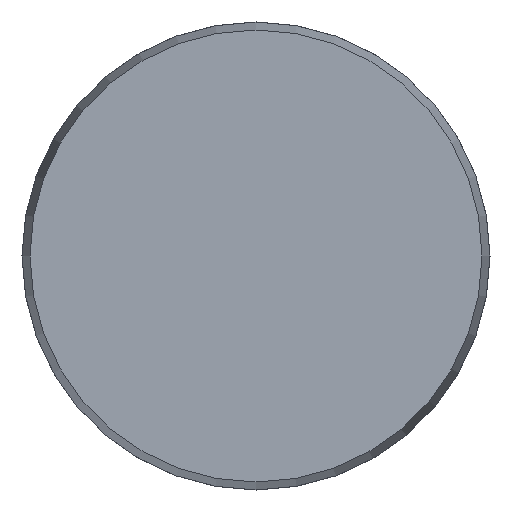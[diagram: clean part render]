
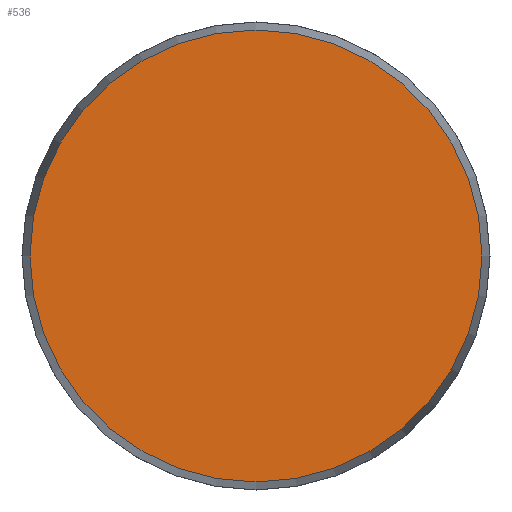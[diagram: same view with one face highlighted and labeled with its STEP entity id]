
A CAD part, front view. The second image highlights one B-rep face of the part: STEP entity #536.
In plain terms, the highlighted planar face has unit normal (0, -1, 0).
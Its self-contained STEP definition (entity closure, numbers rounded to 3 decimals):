
#126 = CARTESIAN_POINT ( 'NONE',  ( -24.143, 0., 0. ) ) ;
#138 = CARTESIAN_POINT ( 'NONE',  ( 0., 0., 0. ) ) ;
#178 = VERTEX_POINT ( 'NONE', #241 ) ;
#196 = DIRECTION ( 'NONE',  ( 0., 0., 1. ) ) ;
#234 = EDGE_CURVE ( 'NONE', #178, #178, #581, .T. ) ;
#241 = CARTESIAN_POINT ( 'NONE',  ( 0., 0., -24.143 ) ) ;
#281 = AXIS2_PLACEMENT_3D ( 'NONE', #126, #621, #196 ) ;
#348 = AXIS2_PLACEMENT_3D ( 'NONE', #138, #436, #687 ) ;
#363 = ORIENTED_EDGE ( 'NONE', *, *, #234, .T. ) ;
#436 = DIRECTION ( 'NONE',  ( 0., -1., 0. ) ) ;
#437 = PLANE ( 'NONE',  #281 ) ;
#536 = ADVANCED_FACE ( 'NONE', ( #694 ), #437, .F. ) ;
#581 = CIRCLE ( 'NONE', #348, 24.143 ) ;
#621 = DIRECTION ( 'NONE',  ( 0., 1., 0. ) ) ;
#687 = DIRECTION ( 'NONE',  ( 0., 0., -1. ) ) ;
#694 = FACE_OUTER_BOUND ( 'NONE', #760, .T. ) ;
#760 = EDGE_LOOP ( 'NONE', ( #363 ) ) ;
